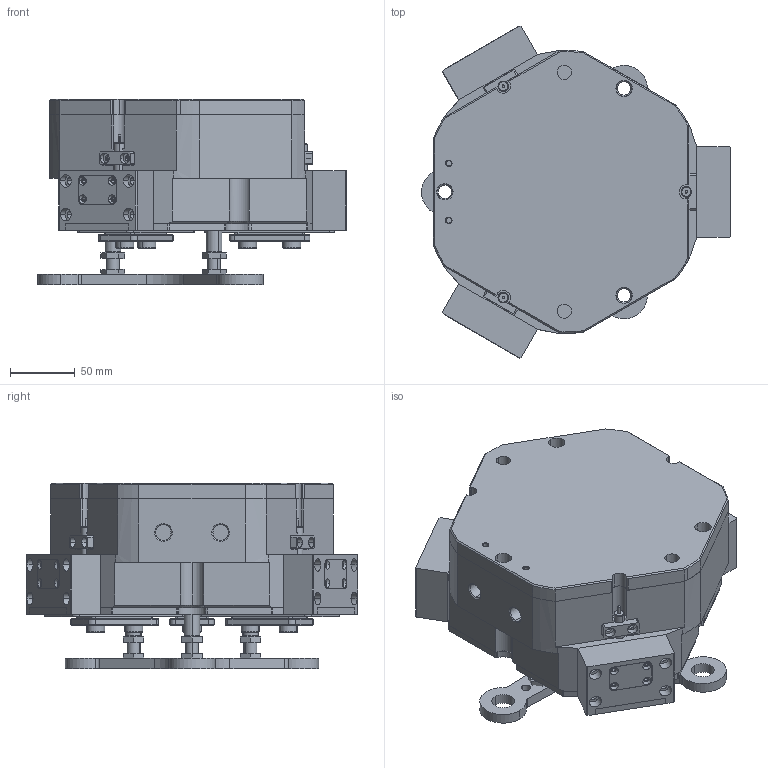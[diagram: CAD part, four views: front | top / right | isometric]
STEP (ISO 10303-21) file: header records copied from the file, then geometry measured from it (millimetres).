
FILE_DESCRIPTION (( 'STEP AP203' ), '1' );
FILE_NAME ('TZ160-218-C51-P.STEP', '2024-12-03T07:45:55', ( 'USER-' ), ( 'Microsoft' ), 'SwSTEP 2.0', 'SolidWorks 2018', '' );
FILE_SCHEMA (( 'CONFIG_CONTROL_DESIGN' ));
Length unit declared in the file: millimetre
Products named in the file (19): 潔擒18-M4羲壽揤极; TZ160-218-P杅耀; TR115-240-M-15 侧封小盖(默认); TZ160-218-M-01 褲极; TZ160-218-M-08 芢啣; TZ160-218-M-14 忒硌薊啣; TZ160-218-M-07 芢裝; 14x10-10隅弇杶; TZ160-218-M-12 耜猾极; 35x18-R3; TZ160-218-M-05 菁裔啣; TZ160-218-M-13 移动挡板(默认); TR300-15-1晚假蚾輸; M8-30諉輪羲壽; TZ160-218-M-02 賑輸; 埴翐芛蹟佪_GB_FASTENER_SCREWS_HSHCS M2X8-N; M10牉挴蹟譫尨砩; TZ160-218-M-11 奻葡裔啣; TZ160-218-C51-P
Assembly tree (57 placements, depth 3):
  TZ160-218-C51-P
    TZ160-218-M-07 芢裝  x3
    TZ160-218-M-08 芢啣
    M10牉挴蹟譫尨砩  x6
    TZ160-218-P杅耀
      TZ160-218-M-01 褲极
      TZ160-218-M-02 賑輸  x3
      14x10-10隅弇杶  x12
      TR300-15-1晚假蚾輸  x3
      潔擒18-M4羲壽揤极  x3
      M8-30諉輪羲壽  x3
      TZ160-218-M-05 菁裔啣
      TZ160-218-M-11 奻葡裔啣
      TZ160-218-M-12 耜猾极  x3
      TZ160-218-M-13 移动挡板(默认)  x3
      TZ160-218-M-14 忒硌薊啣  x3
      TR115-240-M-15 侧封小盖(默认)  x3
      35x18-R3
      埴翐芛蹟佪_GB_FASTENER_SCREWS_HSHCS M2X8-N  x6
Bounding box: 238 x 255.7 x 143 mm (x, y, z)
Volume: 3467248 mm3; surface area: 511496.7 mm2
Topology: 56 solids, 87 shells, 2630 faces, 6536 edges, 4052 vertices
Faces by surface type: plane 1073, cylinder 800, cone 590, bspline 155, torus 12
Entity records: 56661 total; most frequent: CARTESIAN_POINT 14824, ORIENTED_EDGE 8040, DIRECTION 7926, EDGE_CURVE 4020, AXIS2_PLACEMENT_3D 2739, VERTEX_POINT 2593, VECTOR 2448, LINE 2448
